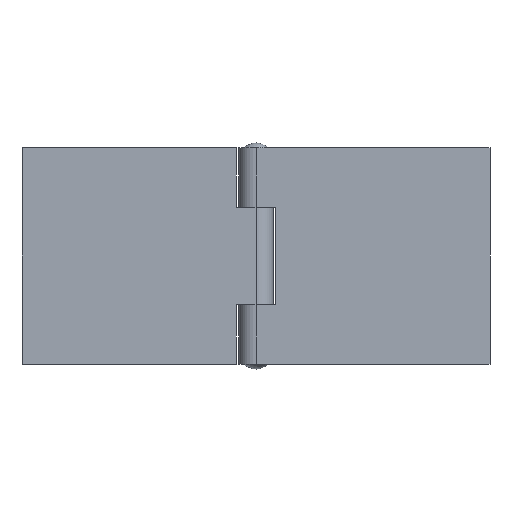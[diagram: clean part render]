
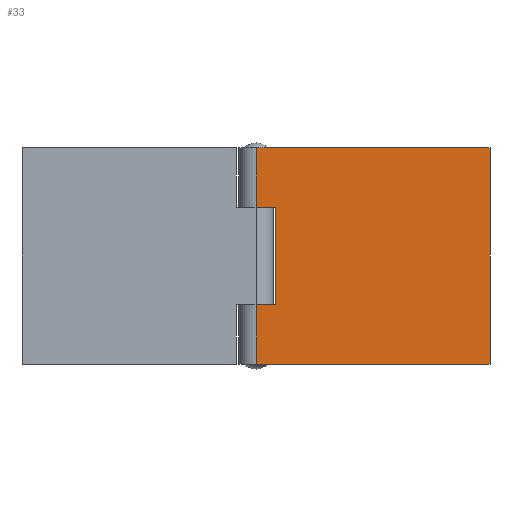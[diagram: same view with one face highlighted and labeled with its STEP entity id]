
A CAD part, front view. The second image highlights one B-rep face of the part: STEP entity #33.
In plain terms, the highlighted planar face has unit normal (0, -1, 0).
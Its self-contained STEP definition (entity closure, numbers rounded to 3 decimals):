
#6 = EDGE_CURVE ( 'NONE', #350, #28, #401, .T. ) ;
#7 = ORIENTED_EDGE ( 'NONE', *, *, #6, .T. ) ;
#8 = ORIENTED_EDGE ( 'NONE', *, *, #14, .F. ) ;
#9 = ORIENTED_EDGE ( 'NONE', *, *, #270, .F. ) ;
#11 = ORIENTED_EDGE ( 'NONE', *, *, #230, .T. ) ;
#14 = EDGE_CURVE ( 'NONE', #271, #315, #396, .T. ) ;
#23 = ORIENTED_EDGE ( 'NONE', *, *, #324, .T. ) ;
#25 = ORIENTED_EDGE ( 'NONE', *, *, #307, .T. ) ;
#26 = EDGE_CURVE ( 'NONE', #29, #222, #439, .T. ) ;
#27 = EDGE_CURVE ( 'NONE', #28, #29, #435, .T. ) ;
#28 = VERTEX_POINT ( 'NONE', #431 ) ;
#29 = VERTEX_POINT ( 'NONE', #430 ) ;
#30 = ORIENTED_EDGE ( 'NONE', *, *, #26, .T. ) ;
#31 = ORIENTED_EDGE ( 'NONE', *, *, #27, .T. ) ;
#32 = EDGE_LOOP ( 'NONE', ( #31, #30, #23, #25, #8, #9, #11, #7 ) ) ;
#33 = ADVANCED_FACE ( 'NONE', ( #429 ), #428, .F. ) ;
#222 = VERTEX_POINT ( 'NONE', #753 ) ;
#230 = EDGE_CURVE ( 'NONE', #346, #350, #745, .T. ) ;
#270 = EDGE_CURVE ( 'NONE', #346, #271, #811, .T. ) ;
#271 = VERTEX_POINT ( 'NONE', #807 ) ;
#307 = EDGE_CURVE ( 'NONE', #322, #315, #871, .T. ) ;
#315 = VERTEX_POINT ( 'NONE', #916 ) ;
#322 = VERTEX_POINT ( 'NONE', #903 ) ;
#324 = EDGE_CURVE ( 'NONE', #222, #322, #902, .T. ) ;
#346 = VERTEX_POINT ( 'NONE', #987 ) ;
#350 = VERTEX_POINT ( 'NONE', #981 ) ;
#393 = DIRECTION ( 'NONE',  ( 0., 0., -1. ) ) ;
#394 = VECTOR ( 'NONE', #393, 1000. ) ;
#395 = CARTESIAN_POINT ( 'NONE',  ( 41., -3., 19. ) ) ;
#396 = LINE ( 'NONE', #395, #394 ) ;
#398 = DIRECTION ( 'NONE',  ( 1., 0., 0. ) ) ;
#399 = VECTOR ( 'NONE', #398, 1000. ) ;
#400 = CARTESIAN_POINT ( 'NONE',  ( 0., -3., 8.5 ) ) ;
#401 = LINE ( 'NONE', #400, #399 ) ;
#424 = DIRECTION ( 'NONE',  ( -1., 0., 0. ) ) ;
#425 = DIRECTION ( 'NONE',  ( 0., 1., 0. ) ) ;
#426 = CARTESIAN_POINT ( 'NONE',  ( 0., -3., 19. ) ) ;
#427 = AXIS2_PLACEMENT_3D ( 'NONE', #426, #425, #424 ) ;
#428 = PLANE ( 'NONE',  #427 ) ;
#429 = FACE_OUTER_BOUND ( 'NONE', #32, .T. ) ;
#430 = CARTESIAN_POINT ( 'NONE',  ( 3.5, -3., -8.5 ) ) ;
#431 = CARTESIAN_POINT ( 'NONE',  ( 3.5, -3., 8.5 ) ) ;
#432 = DIRECTION ( 'NONE',  ( 0., 0., -1. ) ) ;
#433 = VECTOR ( 'NONE', #432, 1000. ) ;
#434 = CARTESIAN_POINT ( 'NONE',  ( 3.5, -3., 19. ) ) ;
#435 = LINE ( 'NONE', #434, #433 ) ;
#436 = DIRECTION ( 'NONE',  ( -1., 0., 0. ) ) ;
#437 = VECTOR ( 'NONE', #436, 1000. ) ;
#438 = CARTESIAN_POINT ( 'NONE',  ( 0., -3., -8.5 ) ) ;
#439 = LINE ( 'NONE', #438, #437 ) ;
#742 = DIRECTION ( 'NONE',  ( 0., 0., -1. ) ) ;
#743 = VECTOR ( 'NONE', #742, 1000. ) ;
#744 = CARTESIAN_POINT ( 'NONE',  ( 0., -3., 19. ) ) ;
#745 = LINE ( 'NONE', #744, #743 ) ;
#753 = CARTESIAN_POINT ( 'NONE',  ( 0., -3., -8.5 ) ) ;
#807 = CARTESIAN_POINT ( 'NONE',  ( 41., -3., 19. ) ) ;
#808 = DIRECTION ( 'NONE',  ( 1., 0., 0. ) ) ;
#809 = VECTOR ( 'NONE', #808, 1000. ) ;
#810 = CARTESIAN_POINT ( 'NONE',  ( 0., -3., 19. ) ) ;
#811 = LINE ( 'NONE', #810, #809 ) ;
#868 = DIRECTION ( 'NONE',  ( 1., 0., 0. ) ) ;
#869 = VECTOR ( 'NONE', #868, 1000. ) ;
#870 = CARTESIAN_POINT ( 'NONE',  ( 0., -3., -19. ) ) ;
#871 = LINE ( 'NONE', #870, #869 ) ;
#899 = DIRECTION ( 'NONE',  ( 0., 0., -1. ) ) ;
#900 = VECTOR ( 'NONE', #899, 1000. ) ;
#901 = CARTESIAN_POINT ( 'NONE',  ( 0., -3., 19. ) ) ;
#902 = LINE ( 'NONE', #901, #900 ) ;
#903 = CARTESIAN_POINT ( 'NONE',  ( 0., -3., -19. ) ) ;
#916 = CARTESIAN_POINT ( 'NONE',  ( 41., -3., -19. ) ) ;
#981 = CARTESIAN_POINT ( 'NONE',  ( 0., -3., 8.5 ) ) ;
#987 = CARTESIAN_POINT ( 'NONE',  ( 0., -3., 19. ) ) ;
